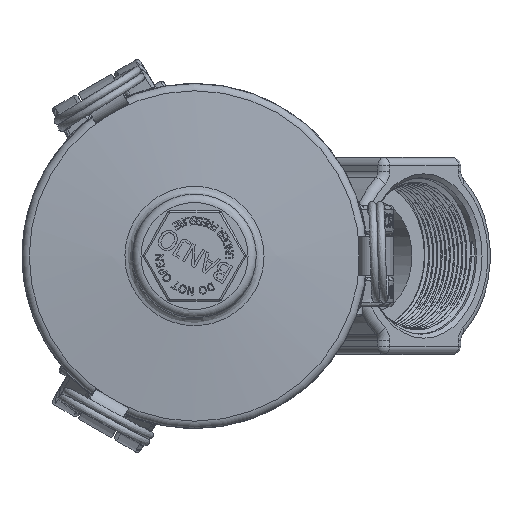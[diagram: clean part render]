
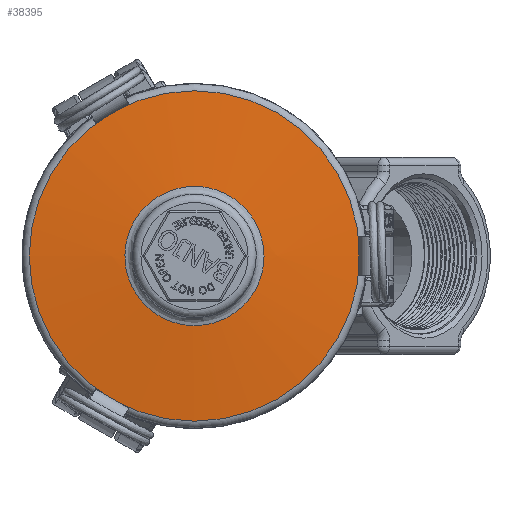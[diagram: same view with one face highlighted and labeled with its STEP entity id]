
A CAD part, front view. The second image highlights one B-rep face of the part: STEP entity #38395.
In plain terms, the highlighted spherical face has radius 533.908 mm.
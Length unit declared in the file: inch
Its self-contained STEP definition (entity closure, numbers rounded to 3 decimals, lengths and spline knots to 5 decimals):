
#180=SPHERICAL_SURFACE('',#41661,21.02);
#1929=FACE_BOUND('',#6237,.T.);
#3845=FACE_OUTER_BOUND('',#6236,.T.);
#6236=EDGE_LOOP('',(#29906,#29907));
#6237=EDGE_LOOP('',(#29908));
#8332=CIRCLE('',#41662,2.51496);
#8333=CIRCLE('',#41663,2.51496);
#9578=B_SPLINE_CURVE_WITH_KNOTS('',3,(#79825,#79826,#79827,#79828,#79829,
#79830,#79831,#79832,#79833,#79834,#79835,#79836,#79837,#79838,#79839,#79840,
#79841,#79842,#79843,#79844,#79845,#79846,#79847,#79848),.UNSPECIFIED.,
 .T.,.F.,(4,1,1,1,1,1,1,1,1,1,1,1,1,1,1,1,1,1,1,1,1,4),(-25.33901,
-24.43404,-24.13239,-23.52908,-22.92577,
-22.52356,-21.71915,-21.31694,-20.91474,
-20.51253,-18.9037,-18.09929,-17.69708,
-16.49046,-15.68605,-14.88164,-13.27281,
-12.06619,-10.85957,-9.65295,-9.04964,
-8.44634),.UNSPECIFIED.);
#17524=VERTEX_POINT('',#79823);
#17526=VERTEX_POINT('',#79879);
#17527=VERTEX_POINT('',#79880);
#21999=EDGE_CURVE('',#17524,#17524,#9578,.T.);
#22002=EDGE_CURVE('',#17526,#17527,#8332,.T.);
#22003=EDGE_CURVE('',#17527,#17526,#8333,.T.);
#29906=ORIENTED_EDGE('',*,*,#22002,.F.);
#29907=ORIENTED_EDGE('',*,*,#22003,.F.);
#29908=ORIENTED_EDGE('',*,*,#21999,.F.);
#38395=ADVANCED_FACE('',(#3845,#1929),#180,.T.);
#41661=AXIS2_PLACEMENT_3D('',#79878,#47099,#47100);
#41662=AXIS2_PLACEMENT_3D('',#79881,#47101,#47102);
#41663=AXIS2_PLACEMENT_3D('',#79882,#47103,#47104);
#47099=DIRECTION('center_axis',(0.,0.,1.));
#47100=DIRECTION('ref_axis',(1.,0.,0.));
#47101=DIRECTION('center_axis',(-1.,0.,0.));
#47102=DIRECTION('ref_axis',(0.,-1.,0.));
#47103=DIRECTION('center_axis',(-1.,0.,0.));
#47104=DIRECTION('ref_axis',(0.,-1.,0.));
#79823=CARTESIAN_POINT('',(2.62788,1.05859,-0.00086));
#79825=CARTESIAN_POINT('Ctrl Pts',(2.62788,1.05859,-0.00086));
#79826=CARTESIAN_POINT('Ctrl Pts',(2.62788,1.05868,0.11748));
#79827=CARTESIAN_POINT('Ctrl Pts',(2.62788,1.03164,0.27687));
#79828=CARTESIAN_POINT('Ctrl Pts',(2.62788,0.94127,0.49568));
#79829=CARTESIAN_POINT('Ctrl Pts',(2.62788,0.83466,0.66547));
#79830=CARTESIAN_POINT('Ctrl Pts',(2.62788,0.6854,0.815));
#79831=CARTESIAN_POINT('Ctrl Pts',(2.62788,0.48753,0.95005));
#79832=CARTESIAN_POINT('Ctrl Pts',(2.62788,0.29009,1.02768));
#79833=CARTESIAN_POINT('Ctrl Pts',(2.62788,0.07929,
1.05964));
#79834=CARTESIAN_POINT('Ctrl Pts',(2.62788,-0.07839,
1.05951));
#79835=CARTESIAN_POINT('Ctrl Pts',(2.62788,-0.39392,
1.01292));
#79836=CARTESIAN_POINT('Ctrl Pts',(2.62788,-0.7274,
0.81998));
#79837=CARTESIAN_POINT('Ctrl Pts',(2.62788,-0.93788,0.5102));
#79838=CARTESIAN_POINT('Ctrl Pts',(2.62788,-1.05415,0.21502));
#79839=CARTESIAN_POINT('Ctrl Pts',(2.62788,-1.07838,-0.10958));
#79840=CARTESIAN_POINT('Ctrl Pts',(2.62788,-0.96876,
-0.46371));
#79841=CARTESIAN_POINT('Ctrl Pts',(2.62788,-0.7293,
-0.81886));
#79842=CARTESIAN_POINT('Ctrl Pts',(2.62788,-0.2998,
-1.06728));
#79843=CARTESIAN_POINT('Ctrl Pts',(2.62788,0.24242,-1.06743));
#79844=CARTESIAN_POINT('Ctrl Pts',(2.62788,0.68146,-0.85709));
#79845=CARTESIAN_POINT('Ctrl Pts',(2.62788,0.93518,-0.53911));
#79846=CARTESIAN_POINT('Ctrl Pts',(2.62788,1.04035,-0.23906));
#79847=CARTESIAN_POINT('Ctrl Pts',(2.62788,1.05852,-0.07975));
#79848=CARTESIAN_POINT('Ctrl Pts',(2.62788,1.05859,-0.00086));
#79878=CARTESIAN_POINT('Origin',(-18.36545,0.,0.));
#79879=CARTESIAN_POINT('',(2.50356,2.51496,0.));
#79880=CARTESIAN_POINT('',(2.50356,0.,2.51496));
#79881=CARTESIAN_POINT('Origin',(2.50356,0.,0.));
#79882=CARTESIAN_POINT('Origin',(2.50356,0.,0.));
